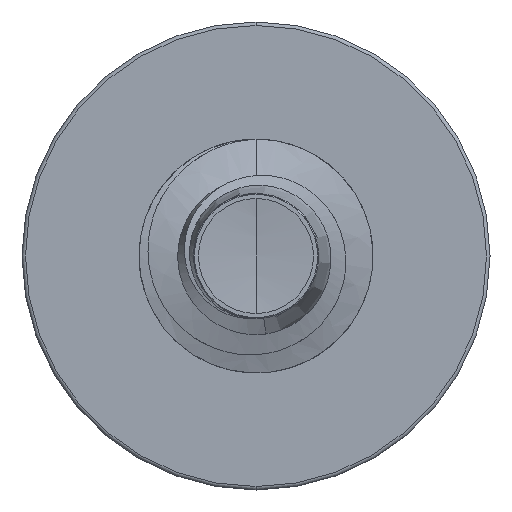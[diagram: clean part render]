
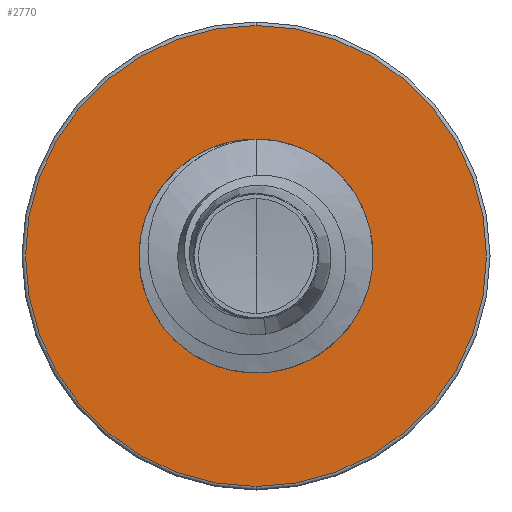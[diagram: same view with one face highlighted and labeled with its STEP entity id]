
A CAD part, front view. The second image highlights one B-rep face of the part: STEP entity #2770.
In plain terms, the highlighted planar face has unit normal (0, -1, 0).
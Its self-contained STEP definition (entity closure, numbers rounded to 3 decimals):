
#129 = DIRECTION ( 'NONE',  ( 0., 1., 0. ) ) ;
#546 = EDGE_CURVE ( 'NONE', #2740, #6047, #3012, .T. ) ;
#603 = DIRECTION ( 'NONE',  ( 0., 1., 0. ) ) ;
#906 = EDGE_CURVE ( 'NONE', #6047, #2740, #2493, .T. ) ;
#1461 = AXIS2_PLACEMENT_3D ( 'NONE', #3847, #10348, #4787 ) ;
#1517 = CARTESIAN_POINT ( 'NONE',  ( 0., 10., 0. ) ) ;
#1758 = FACE_BOUND ( 'NONE', #2395, .T. ) ;
#2395 = EDGE_LOOP ( 'NONE', ( #10994, #10546 ) ) ;
#2493 = CIRCLE ( 'NONE', #1461, 2.842 ) ;
#2511 = DIRECTION ( 'NONE',  ( 0., 0., 1. ) ) ;
#2581 = CARTESIAN_POINT ( 'NONE',  ( 0., 10., -2.842 ) ) ;
#2735 = VERTEX_POINT ( 'NONE', #6184 ) ;
#2740 = VERTEX_POINT ( 'NONE', #6308 ) ;
#2770 = ADVANCED_FACE ( 'NONE', ( #11652, #1758 ), #11816, .F. ) ;
#3012 = CIRCLE ( 'NONE', #11694, 2.842 ) ;
#3055 = CARTESIAN_POINT ( 'NONE',  ( 0., 10., 2.842 ) ) ;
#3847 = CARTESIAN_POINT ( 'NONE',  ( 0., 10., 0. ) ) ;
#4286 = DIRECTION ( 'NONE',  ( 0., 0., 1. ) ) ;
#4465 = DIRECTION ( 'NONE',  ( 0., 1., 0. ) ) ;
#4787 = DIRECTION ( 'NONE',  ( 0., 0., 1. ) ) ;
#5038 = EDGE_LOOP ( 'NONE', ( #9944, #11259 ) ) ;
#5253 = CARTESIAN_POINT ( 'NONE',  ( 0., 10., 5.91 ) ) ;
#5590 = CIRCLE ( 'NONE', #7226, 5.91 ) ;
#6047 = VERTEX_POINT ( 'NONE', #3055 ) ;
#6184 = CARTESIAN_POINT ( 'NONE',  ( 0., 10., -5.91 ) ) ;
#6308 = CARTESIAN_POINT ( 'NONE',  ( 0., 10., -2.842 ) ) ;
#6373 = CARTESIAN_POINT ( 'NONE',  ( 0., 10., 0. ) ) ;
#6702 = AXIS2_PLACEMENT_3D ( 'NONE', #2581, #4465, #10944 ) ;
#6755 = EDGE_CURVE ( 'NONE', #8668, #2735, #5590, .T. ) ;
#7226 = AXIS2_PLACEMENT_3D ( 'NONE', #6373, #603, #7297 ) ;
#7297 = DIRECTION ( 'NONE',  ( 0., 0., 1. ) ) ;
#7364 = CARTESIAN_POINT ( 'NONE',  ( 0., 10., 0. ) ) ;
#8103 = DIRECTION ( 'NONE',  ( 0., 1., 0. ) ) ;
#8539 = EDGE_CURVE ( 'NONE', #2735, #8668, #10077, .T. ) ;
#8668 = VERTEX_POINT ( 'NONE', #5253 ) ;
#8865 = AXIS2_PLACEMENT_3D ( 'NONE', #1517, #8103, #2511 ) ;
#9944 = ORIENTED_EDGE ( 'NONE', *, *, #6755, .F. ) ;
#10077 = CIRCLE ( 'NONE', #8865, 5.91 ) ;
#10348 = DIRECTION ( 'NONE',  ( 0., 1., 0. ) ) ;
#10546 = ORIENTED_EDGE ( 'NONE', *, *, #546, .T. ) ;
#10944 = DIRECTION ( 'NONE',  ( 0., 0., 1. ) ) ;
#10994 = ORIENTED_EDGE ( 'NONE', *, *, #906, .T. ) ;
#11259 = ORIENTED_EDGE ( 'NONE', *, *, #8539, .F. ) ;
#11652 = FACE_OUTER_BOUND ( 'NONE', #5038, .T. ) ;
#11694 = AXIS2_PLACEMENT_3D ( 'NONE', #7364, #129, #4286 ) ;
#11816 = PLANE ( 'NONE',  #6702 ) ;
